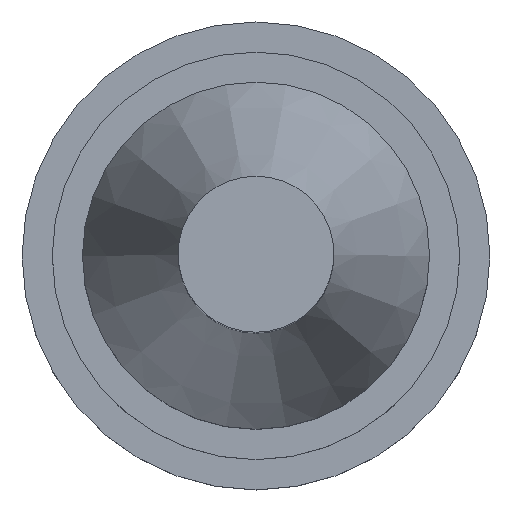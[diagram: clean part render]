
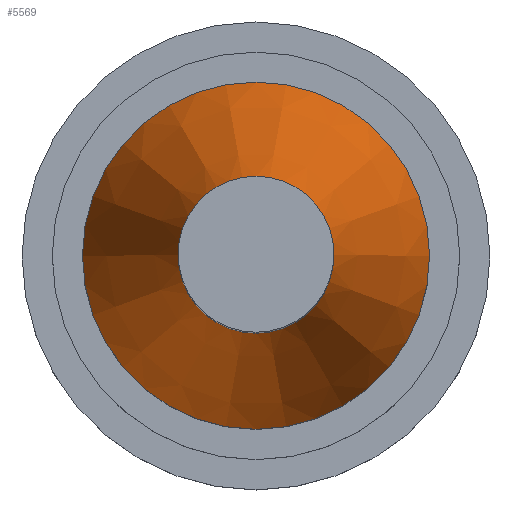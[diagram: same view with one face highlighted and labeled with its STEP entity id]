
A CAD part, top view. The second image highlights one B-rep face of the part: STEP entity #5569.
In plain terms, the highlighted conical face has half-angle 18.138 degrees and reference radius 17.25 mm.
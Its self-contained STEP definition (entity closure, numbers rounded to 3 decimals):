
#65=CONICAL_SURFACE($,#5831,17.25,18.138);
#128=CIRCLE($,#5829,7.75);
#129=CIRCLE($,#5832,17.25);
#830=FACE_OUTER_BOUND($,#1331,.T.);
#924=FACE_BOUND($,#1332,.T.);
#1331=EDGE_LOOP($,(#5041));
#1332=EDGE_LOOP($,(#5042));
#2754=VERTEX_POINT($,#10468);
#2755=VERTEX_POINT($,#10472);
#3520=EDGE_CURVE($,#2754,#2754,#128,.T.);
#3521=EDGE_CURVE($,#2755,#2755,#129,.T.);
#5041=ORIENTED_EDGE($,*,*,#3521,.F.);
#5042=ORIENTED_EDGE($,*,*,#3520,.T.);
#5569=ADVANCED_FACE($,(#830,#924),#65,.T.);
#5829=AXIS2_PLACEMENT_3D($,#10469,#6785,#6786);
#5831=AXIS2_PLACEMENT_3D($,#10471,#6789,#6790);
#5832=AXIS2_PLACEMENT_3D($,#10473,#6791,#6792);
#6785=DIRECTION('center_axis',(0.,0.,-1.));
#6786=DIRECTION('ref_axis',(-1.,0.,0.));
#6789=DIRECTION('center_axis',(0.,0.,-1.));
#6790=DIRECTION('ref_axis',(1.,0.,0.));
#6791=DIRECTION('center_axis',(0.,0.,-1.));
#6792=DIRECTION('ref_axis',(-1.,0.,0.));
#10468=CARTESIAN_POINT('',(-7.75,0.,57.2));
#10469=CARTESIAN_POINT('Origin',(0.,0.,57.2));
#10471=CARTESIAN_POINT('Origin',(0.,0.,28.2));
#10472=CARTESIAN_POINT('',(17.25,0.,28.2));
#10473=CARTESIAN_POINT('Origin',(0.,0.,28.2));
